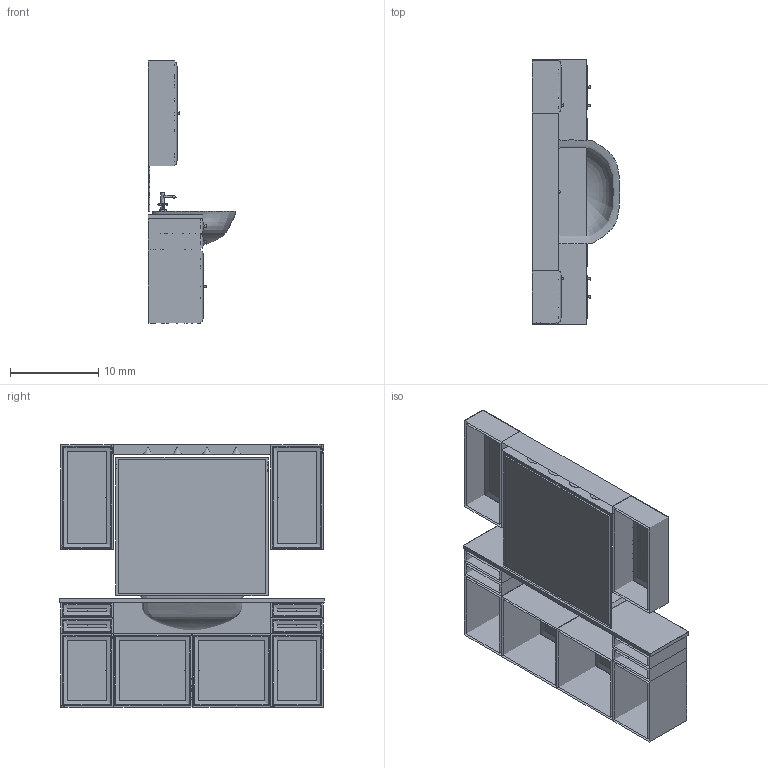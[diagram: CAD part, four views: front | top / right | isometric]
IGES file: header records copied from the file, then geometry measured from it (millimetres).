
Global section: file name: Bathmobile.igs; native system: XCMODEL ver.3.0 Universita' di Bologna; preprocessor: formato IGES Nov. 2001; date: 090904.155703; units: millimetre
Bounding box: 9.88 x 30 x 29.7 mm (x, y, z)
Surface area: 4104 mm2 (no closed solid volume)
Topology: 0 solids, 0 shells, 77 faces, 248 edges, 188 vertices
Faces by surface type: bspline 77
